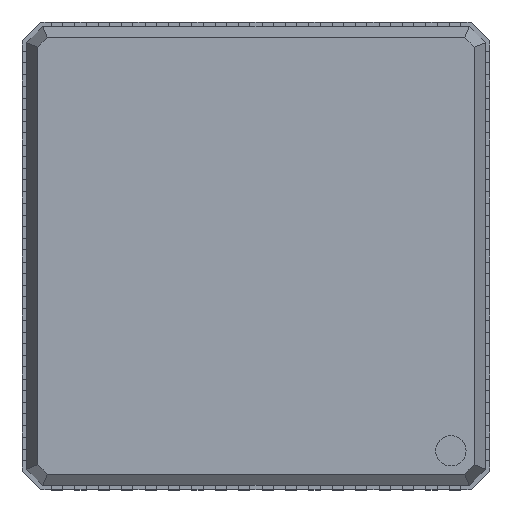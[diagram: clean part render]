
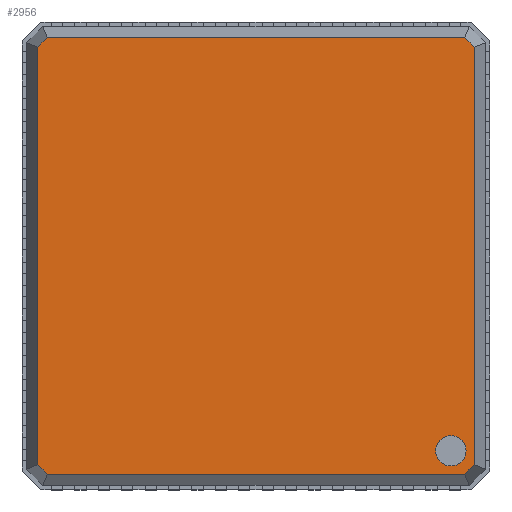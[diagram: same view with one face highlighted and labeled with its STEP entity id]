
A CAD part, top view. The second image highlights one B-rep face of the part: STEP entity #2956.
In plain terms, the highlighted planar face has unit normal (0, 0, 1).
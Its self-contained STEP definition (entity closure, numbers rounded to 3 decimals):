
#104 = ORIENTED_EDGE ( 'NONE', *, *, #14766, .F. ) ;
#675 = AXIS2_PLACEMENT_3D ( 'NONE', #7539, #15325, #23175 ) ;
#796 = AXIS2_PLACEMENT_3D ( 'NONE', #15465, #17730, #5885 ) ;
#963 = CARTESIAN_POINT ( 'NONE',  ( -4.461, 4.663, 0.85 ) ) ;
#1201 = VERTEX_POINT ( 'NONE', #5600 ) ;
#1385 = CARTESIAN_POINT ( 'NONE',  ( 4.663, 4.461, 0.85 ) ) ;
#1741 = FACE_OUTER_BOUND ( 'NONE', #6335, .T. ) ;
#1905 = VECTOR ( 'NONE', #23803, 1000. ) ;
#2105 = CARTESIAN_POINT ( 'NONE',  ( -4.733, -4.391, 0.85 ) ) ;
#2445 = ORIENTED_EDGE ( 'NONE', *, *, #18411, .T. ) ;
#2484 = DIRECTION ( 'NONE',  ( 0.707, -0.707, 0. ) ) ;
#2956 = ADVANCED_FACE ( 'NONE', ( #15457, #1741 ), #12994, .T. ) ;
#3132 = CARTESIAN_POINT ( 'NONE',  ( 4.163, -4.163, 0.85 ) ) ;
#3136 = ORIENTED_EDGE ( 'NONE', *, *, #23322, .F. ) ;
#3450 = ORIENTED_EDGE ( 'NONE', *, *, #25358, .T. ) ;
#3746 = CARTESIAN_POINT ( 'NONE',  ( 4.663, -4.559, 0.85 ) ) ;
#4109 = EDGE_LOOP ( 'NONE', ( #3136, #104 ) ) ;
#4769 = VERTEX_POINT ( 'NONE', #8851 ) ;
#5600 = CARTESIAN_POINT ( 'NONE',  ( -4.461, -4.663, 0.85 ) ) ;
#5885 = DIRECTION ( 'NONE',  ( 1., 0., 0. ) ) ;
#6335 = EDGE_LOOP ( 'NONE', ( #23817, #7572, #21530, #25184, #16827, #3450, #2445, #9790 ) ) ;
#6374 = LINE ( 'NONE', #2105, #10247 ) ;
#6570 = EDGE_CURVE ( 'NONE', #16118, #4769, #20197, .T. ) ;
#7539 = CARTESIAN_POINT ( 'NONE',  ( 0., 0., 0.85 ) ) ;
#7572 = ORIENTED_EDGE ( 'NONE', *, *, #16093, .T. ) ;
#7886 = LINE ( 'NONE', #23633, #25070 ) ;
#8320 = VECTOR ( 'NONE', #22360, 1000. ) ;
#8747 = AXIS2_PLACEMENT_3D ( 'NONE', #3132, #11315, #15180 ) ;
#8851 = CARTESIAN_POINT ( 'NONE',  ( -4.663, -4.461, 0.85 ) ) ;
#8970 = EDGE_CURVE ( 'NONE', #24668, #14013, #21322, .T. ) ;
#9027 = VERTEX_POINT ( 'NONE', #19621 ) ;
#9671 = CARTESIAN_POINT ( 'NONE',  ( 4.461, -4.663, 0.85 ) ) ;
#9673 = DIRECTION ( 'NONE',  ( 0., 1., 0. ) ) ;
#9729 = LINE ( 'NONE', #17616, #1905 ) ;
#9790 = ORIENTED_EDGE ( 'NONE', *, *, #18670, .T. ) ;
#9951 = CARTESIAN_POINT ( 'NONE',  ( -4.663, 4.461, 0.85 ) ) ;
#10247 = VECTOR ( 'NONE', #2484, 1000. ) ;
#10620 = CARTESIAN_POINT ( 'NONE',  ( -4.663, 4.559, 0.85 ) ) ;
#11315 = DIRECTION ( 'NONE',  ( 0., 0., 1. ) ) ;
#11936 = DIRECTION ( 'NONE',  ( 0.707, 0.707, 0. ) ) ;
#12443 = LINE ( 'NONE', #16326, #18620 ) ;
#12445 = CARTESIAN_POINT ( 'NONE',  ( 4.559, 4.663, 0.85 ) ) ;
#12994 = PLANE ( 'NONE',  #675 ) ;
#14013 = VERTEX_POINT ( 'NONE', #1385 ) ;
#14127 = LINE ( 'NONE', #12445, #8320 ) ;
#14766 = EDGE_CURVE ( 'NONE', #16276, #9027, #23316, .T. ) ;
#15163 = CARTESIAN_POINT ( 'NONE',  ( 3.838, -4.163, 0.85 ) ) ;
#15180 = DIRECTION ( 'NONE',  ( 1., 0., 0. ) ) ;
#15325 = DIRECTION ( 'NONE',  ( 0., 0., 1. ) ) ;
#15457 = FACE_BOUND ( 'NONE', #4109, .T. ) ;
#15465 = CARTESIAN_POINT ( 'NONE',  ( 4.163, -4.163, 0.85 ) ) ;
#15570 = LINE ( 'NONE', #19381, #23195 ) ;
#16093 = EDGE_CURVE ( 'NONE', #4769, #1201, #6374, .T. ) ;
#16118 = VERTEX_POINT ( 'NONE', #9951 ) ;
#16276 = VERTEX_POINT ( 'NONE', #15163 ) ;
#16326 = CARTESIAN_POINT ( 'NONE',  ( 4.391, -4.733, 0.85 ) ) ;
#16827 = ORIENTED_EDGE ( 'NONE', *, *, #8970, .T. ) ;
#17086 = DIRECTION ( 'NONE',  ( -0.707, 0.707, 0. ) ) ;
#17189 = CARTESIAN_POINT ( 'NONE',  ( 4.663, -4.461, 0.85 ) ) ;
#17616 = CARTESIAN_POINT ( 'NONE',  ( -4.559, -4.663, 0.85 ) ) ;
#17730 = DIRECTION ( 'NONE',  ( 0., 0., 1. ) ) ;
#18411 = EDGE_CURVE ( 'NONE', #21521, #18444, #14127, .T. ) ;
#18444 = VERTEX_POINT ( 'NONE', #963 ) ;
#18620 = VECTOR ( 'NONE', #11936, 1000. ) ;
#18670 = EDGE_CURVE ( 'NONE', #18444, #16118, #7886, .T. ) ;
#18719 = VERTEX_POINT ( 'NONE', #9671 ) ;
#18939 = CARTESIAN_POINT ( 'NONE',  ( 4.461, 4.663, 0.85 ) ) ;
#19046 = VECTOR ( 'NONE', #19960, 1000. ) ;
#19381 = CARTESIAN_POINT ( 'NONE',  ( 4.733, 4.391, 0.85 ) ) ;
#19555 = VECTOR ( 'NONE', #9673, 1000. ) ;
#19621 = CARTESIAN_POINT ( 'NONE',  ( 4.488, -4.163, 0.85 ) ) ;
#19960 = DIRECTION ( 'NONE',  ( 0., -1., 0. ) ) ;
#20197 = LINE ( 'NONE', #10620, #19046 ) ;
#20351 = CIRCLE ( 'NONE', #8747, 0.325 ) ;
#21322 = LINE ( 'NONE', #3746, #19555 ) ;
#21446 = DIRECTION ( 'NONE',  ( -0.707, -0.707, 0. ) ) ;
#21521 = VERTEX_POINT ( 'NONE', #18939 ) ;
#21530 = ORIENTED_EDGE ( 'NONE', *, *, #22598, .T. ) ;
#22360 = DIRECTION ( 'NONE',  ( -1., 0., 0. ) ) ;
#22598 = EDGE_CURVE ( 'NONE', #1201, #18719, #9729, .T. ) ;
#23175 = DIRECTION ( 'NONE',  ( 1., 0., 0. ) ) ;
#23195 = VECTOR ( 'NONE', #17086, 1000. ) ;
#23316 = CIRCLE ( 'NONE', #796, 0.325 ) ;
#23322 = EDGE_CURVE ( 'NONE', #9027, #16276, #20351, .T. ) ;
#23633 = CARTESIAN_POINT ( 'NONE',  ( -4.391, 4.733, 0.85 ) ) ;
#23803 = DIRECTION ( 'NONE',  ( 1., 0., 0. ) ) ;
#23817 = ORIENTED_EDGE ( 'NONE', *, *, #6570, .T. ) ;
#24343 = EDGE_CURVE ( 'NONE', #18719, #24668, #12443, .T. ) ;
#24668 = VERTEX_POINT ( 'NONE', #17189 ) ;
#25070 = VECTOR ( 'NONE', #21446, 1000. ) ;
#25184 = ORIENTED_EDGE ( 'NONE', *, *, #24343, .T. ) ;
#25358 = EDGE_CURVE ( 'NONE', #14013, #21521, #15570, .T. ) ;
